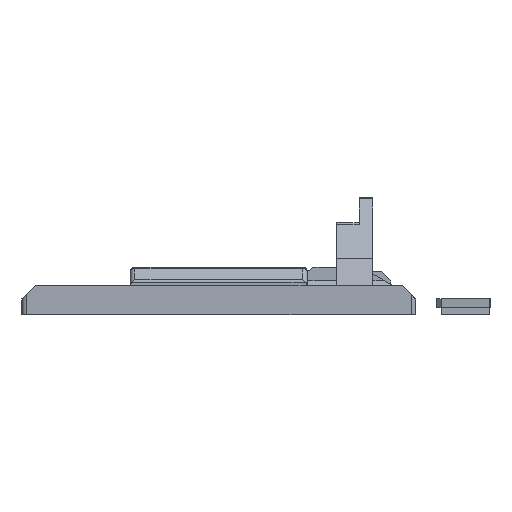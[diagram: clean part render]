
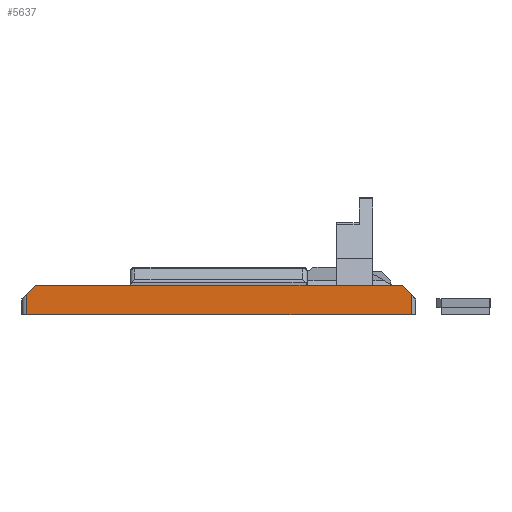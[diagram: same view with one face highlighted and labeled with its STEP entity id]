
A CAD part, left-side view. The second image highlights one B-rep face of the part: STEP entity #5637.
In plain terms, the highlighted planar face has unit normal (-1, 0, 0).
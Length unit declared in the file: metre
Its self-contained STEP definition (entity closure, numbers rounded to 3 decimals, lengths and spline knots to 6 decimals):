
#672=ORIENTED_EDGE('',*,*,#2068,.T.);
#673=ORIENTED_EDGE('',*,*,#2259,.T.);
#674=ORIENTED_EDGE('',*,*,#2260,.T.);
#675=ORIENTED_EDGE('',*,*,#2257,.F.);
#676=ORIENTED_EDGE('',*,*,#2261,.T.);
#677=ORIENTED_EDGE('',*,*,#2262,.T.);
#2068=EDGE_CURVE('',#2881,#2880,#3430,.T.);
#2257=EDGE_CURVE('',#3051,#3052,#3578,.T.);
#2259=EDGE_CURVE('',#2880,#3053,#3580,.T.);
#2260=EDGE_CURVE('',#3053,#3052,#3581,.T.);
#2261=EDGE_CURVE('',#3051,#3054,#3582,.F.);
#2262=EDGE_CURVE('',#3054,#2881,#3583,.F.);
#2880=VERTEX_POINT('',#8389);
#2881=VERTEX_POINT('',#8391);
#3051=VERTEX_POINT('',#8788);
#3052=VERTEX_POINT('',#8790);
#3053=VERTEX_POINT('',#8794);
#3054=VERTEX_POINT('',#8797);
#3430=LINE('',#8390,#4079);
#3578=LINE('',#8789,#4227);
#3580=LINE('',#8793,#4229);
#3581=LINE('',#8795,#4230);
#3582=LINE('',#8796,#4231);
#3583=LINE('',#8798,#4232);
#4079=VECTOR('',#6680,1.);
#4227=VECTOR('',#6948,1.);
#4229=VECTOR('',#6952,1.);
#4230=VECTOR('',#6953,1.);
#4231=VECTOR('',#6954,1.);
#4232=VECTOR('',#6955,1.);
#4706=EDGE_LOOP('',(#672,#673,#674,#675,#676,#677));
#5069=FACE_BOUND('',#4706,.T.);
#5416=PLANE('',#6113);
#5637=ADVANCED_FACE('',(#5069),#5416,.F.);
#6113=AXIS2_PLACEMENT_3D('',#8792,#6950,#6951);
#6680=DIRECTION('',(0.,-1.,0.));
#6948=DIRECTION('',(0.,-1.,0.));
#6950=DIRECTION('',(1.,0.,0.));
#6951=DIRECTION('',(0.,0.,-1.));
#6952=DIRECTION('',(0.,0.,1.));
#6953=DIRECTION('',(0.,0.707,0.707));
#6954=DIRECTION('',(0.,-0.707,0.707));
#6955=DIRECTION('',(0.,0.,1.));
#8389=CARTESIAN_POINT('',(-0.11025,0.001,0.0035));
#8390=CARTESIAN_POINT('',(-0.11025,0.087,0.0035));
#8391=CARTESIAN_POINT('',(-0.11025,0.086,0.0035));
#8788=CARTESIAN_POINT('',(-0.11025,0.084,0.01));
#8789=CARTESIAN_POINT('',(-0.11025,0.087,0.01));
#8790=CARTESIAN_POINT('',(-0.11025,0.003,0.01));
#8792=CARTESIAN_POINT('',(-0.11025,0.087,0.00675));
#8793=CARTESIAN_POINT('',(-0.11025,0.001,0.007));
#8794=CARTESIAN_POINT('',(-0.11025,0.001,0.008));
#8795=CARTESIAN_POINT('',(-0.11025,0.003,0.01));
#8796=CARTESIAN_POINT('',(-0.11025,0.087,0.007));
#8797=CARTESIAN_POINT('',(-0.11025,0.086,0.008));
#8798=CARTESIAN_POINT('',(-0.11025,0.086,0.00675));
